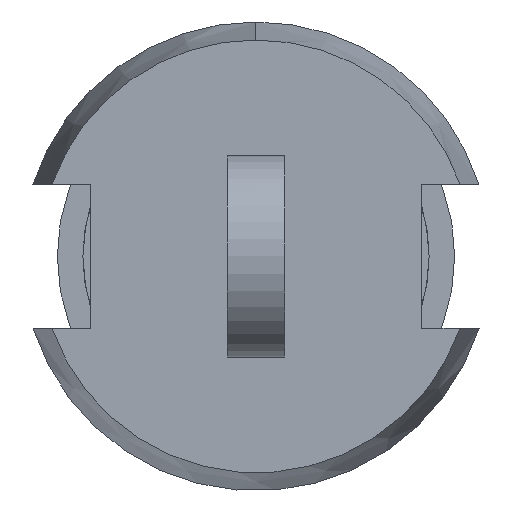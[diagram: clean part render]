
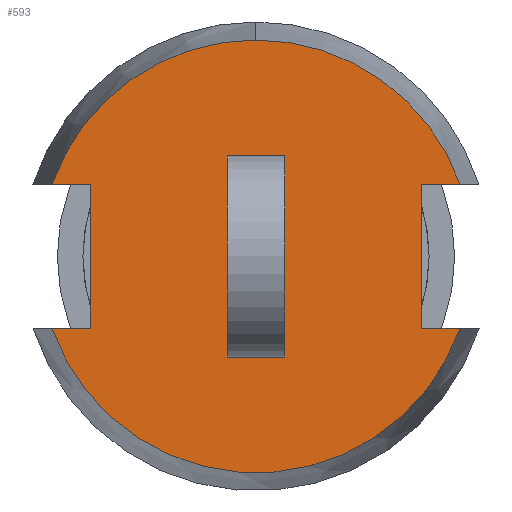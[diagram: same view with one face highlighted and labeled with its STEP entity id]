
A CAD part, front view. The second image highlights one B-rep face of the part: STEP entity #593.
In plain terms, the highlighted face is planar.
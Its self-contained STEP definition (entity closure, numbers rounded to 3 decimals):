
#48 = ORIENTED_EDGE ( 'NONE', *, *, #597, .F. ) ;
#69 = ORIENTED_EDGE ( 'NONE', *, *, #3632, .F. ) ;
#93 = LINE ( 'NONE', #4170, #1393 ) ;
#142 = CARTESIAN_POINT ( 'NONE',  ( 3.5, 11.046, -3.8 ) ) ;
#153 = EDGE_CURVE ( 'NONE', #991, #3124, #2939, .T. ) ;
#317 = EDGE_CURVE ( 'NONE', #2303, #3378, #3174, .T. ) ;
#363 = VERTEX_POINT ( 'NONE', #2951 ) ;
#364 = ORIENTED_EDGE ( 'NONE', *, *, #367, .F. ) ;
#367 = EDGE_CURVE ( 'NONE', #3124, #1446, #2992, .T. ) ;
#396 = VERTEX_POINT ( 'NONE', #2650 ) ;
#451 = VECTOR ( 'NONE', #1695, 1000. ) ;
#576 = ORIENTED_EDGE ( 'NONE', *, *, #3305, .F. ) ;
#593 = ADVANCED_FACE ( 'NONE', ( #3021, #2662 ), #3401, .F. ) ;
#597 = EDGE_CURVE ( 'NONE', #3684, #2303, #2875, .T. ) ;
#616 = EDGE_CURVE ( 'NONE', #1468, #3378, #2828, .T. ) ;
#647 = CARTESIAN_POINT ( 'NONE',  ( 3.5, 7.817, -4.2 ) ) ;
#651 = VECTOR ( 'NONE', #1129, 1000. ) ;
#679 = CARTESIAN_POINT ( 'NONE',  ( 3.5, 11.046, -1.8 ) ) ;
#687 = EDGE_LOOP ( 'NONE', ( #576, #4027, #713, #1957 ) ) ;
#688 = VERTEX_POINT ( 'NONE', #2185 ) ;
#713 = ORIENTED_EDGE ( 'NONE', *, *, #1915, .T. ) ;
#752 = DIRECTION ( 'NONE',  ( 0., 0., -1. ) ) ;
#830 = CARTESIAN_POINT ( 'NONE',  ( 3.5, 8.617, -4.2 ) ) ;
#881 = EDGE_CURVE ( 'NONE', #363, #688, #3242, .T. ) ;
#961 = VECTOR ( 'NONE', #2807, 1000. ) ;
#991 = VERTEX_POINT ( 'NONE', #1747 ) ;
#1010 = CARTESIAN_POINT ( 'NONE',  ( 3.5, 8.217, -2.8 ) ) ;
#1092 = ORIENTED_EDGE ( 'NONE', *, *, #1413, .F. ) ;
#1118 = EDGE_CURVE ( 'NONE', #1151, #3149, #3788, .T. ) ;
#1129 = DIRECTION ( 'NONE',  ( 0., 0., 1. ) ) ;
#1151 = VERTEX_POINT ( 'NONE', #830 ) ;
#1213 = EDGE_LOOP ( 'NONE', ( #1092, #1582, #69, #364, #2347, #1353, #1517, #3298, #48 ) ) ;
#1353 = ORIENTED_EDGE ( 'NONE', *, *, #2686, .F. ) ;
#1393 = VECTOR ( 'NONE', #3993, 1000. ) ;
#1413 = EDGE_CURVE ( 'NONE', #688, #3684, #93, .T. ) ;
#1446 = VERTEX_POINT ( 'NONE', #2978 ) ;
#1447 = DIRECTION ( 'NONE',  ( 1., 0., 0. ) ) ;
#1468 = VERTEX_POINT ( 'NONE', #2339 ) ;
#1479 = CARTESIAN_POINT ( 'NONE',  ( 3.5, 8.217, -2.8 ) ) ;
#1482 = CARTESIAN_POINT ( 'NONE',  ( 3.5, 10.517, -2.8 ) ) ;
#1517 = ORIENTED_EDGE ( 'NONE', *, *, #616, .T. ) ;
#1534 = VECTOR ( 'NONE', #1884, 1000. ) ;
#1552 = LINE ( 'NONE', #1482, #651 ) ;
#1582 = ORIENTED_EDGE ( 'NONE', *, *, #881, .F. ) ;
#1637 = AXIS2_PLACEMENT_3D ( 'NONE', #1479, #3611, #2326 ) ;
#1695 = DIRECTION ( 'NONE',  ( 0., 1., 0. ) ) ;
#1730 = LINE ( 'NONE', #2103, #451 ) ;
#1747 = CARTESIAN_POINT ( 'NONE',  ( 3.5, 10.517, -1.8 ) ) ;
#1759 = CARTESIAN_POINT ( 'NONE',  ( 3.5, 7.817, -1.4 ) ) ;
#1775 = LINE ( 'NONE', #3726, #961 ) ;
#1884 = DIRECTION ( 'NONE',  ( 0., 1., 0. ) ) ;
#1915 = EDGE_CURVE ( 'NONE', #396, #1151, #1730, .T. ) ;
#1957 = ORIENTED_EDGE ( 'NONE', *, *, #1118, .T. ) ;
#2001 = LINE ( 'NONE', #647, #2164 ) ;
#2095 = DIRECTION ( 'NONE',  ( 0., 1., 0. ) ) ;
#2103 = CARTESIAN_POINT ( 'NONE',  ( 3.5, 7.817, -4.2 ) ) ;
#2164 = VECTOR ( 'NONE', #2700, 1000. ) ;
#2185 = CARTESIAN_POINT ( 'NONE',  ( 3.5, 5.917, -3.8 ) ) ;
#2301 = DIRECTION ( 'NONE',  ( 0., 0., -1. ) ) ;
#2303 = VERTEX_POINT ( 'NONE', #3258 ) ;
#2326 = DIRECTION ( 'NONE',  ( 0., 0., -1. ) ) ;
#2339 = CARTESIAN_POINT ( 'NONE',  ( 3.5, 10.517, -3.8 ) ) ;
#2347 = ORIENTED_EDGE ( 'NONE', *, *, #153, .F. ) ;
#2403 = VERTEX_POINT ( 'NONE', #1759 ) ;
#2469 = CARTESIAN_POINT ( 'NONE',  ( 3.5, 8.217, -1.8 ) ) ;
#2650 = CARTESIAN_POINT ( 'NONE',  ( 3.5, 7.817, -4.2 ) ) ;
#2662 = FACE_OUTER_BOUND ( 'NONE', #1213, .T. ) ;
#2686 = EDGE_CURVE ( 'NONE', #1468, #991, #1552, .T. ) ;
#2700 = DIRECTION ( 'NONE',  ( 0., 0., 1. ) ) ;
#2746 = CARTESIAN_POINT ( 'NONE',  ( 3.5, 8.617, -1.4 ) ) ;
#2807 = DIRECTION ( 'NONE',  ( 0., 1., 0. ) ) ;
#2828 = LINE ( 'NONE', #3081, #2918 ) ;
#2875 = CIRCLE ( 'NONE', #3097, 3. ) ;
#2913 = CARTESIAN_POINT ( 'NONE',  ( 3.5, 5.917, -2.8 ) ) ;
#2918 = VECTOR ( 'NONE', #3041, 1000. ) ;
#2939 = LINE ( 'NONE', #2469, #1534 ) ;
#2951 = CARTESIAN_POINT ( 'NONE',  ( 3.5, 5.917, -1.8 ) ) ;
#2970 = AXIS2_PLACEMENT_3D ( 'NONE', #1010, #1447, #2301 ) ;
#2978 = CARTESIAN_POINT ( 'NONE',  ( 3.5, 5.389, -1.8 ) ) ;
#2992 = CIRCLE ( 'NONE', #2970, 3. ) ;
#3021 = FACE_BOUND ( 'NONE', #687, .T. ) ;
#3041 = DIRECTION ( 'NONE',  ( 0., 1., 0. ) ) ;
#3058 = CARTESIAN_POINT ( 'NONE',  ( 3.5, 5.389, -3.8 ) ) ;
#3071 = EDGE_CURVE ( 'NONE', #396, #2403, #2001, .T. ) ;
#3074 = CARTESIAN_POINT ( 'NONE',  ( 3.5, 8.617, -4.2 ) ) ;
#3081 = CARTESIAN_POINT ( 'NONE',  ( 3.5, 12.441, -3.8 ) ) ;
#3097 = AXIS2_PLACEMENT_3D ( 'NONE', #3195, #3120, #3106 ) ;
#3106 = DIRECTION ( 'NONE',  ( 0., 0., -1. ) ) ;
#3120 = DIRECTION ( 'NONE',  ( 1., 0., 0. ) ) ;
#3124 = VERTEX_POINT ( 'NONE', #679 ) ;
#3149 = VERTEX_POINT ( 'NONE', #2746 ) ;
#3174 = CIRCLE ( 'NONE', #1637, 3. ) ;
#3195 = CARTESIAN_POINT ( 'NONE',  ( 3.5, 8.217, -2.8 ) ) ;
#3207 = VECTOR ( 'NONE', #752, 1000. ) ;
#3225 = DIRECTION ( 'NONE',  ( 0., 0., 1. ) ) ;
#3242 = LINE ( 'NONE', #2913, #3207 ) ;
#3258 = CARTESIAN_POINT ( 'NONE',  ( 3.5, 8.217, -5.8 ) ) ;
#3292 = AXIS2_PLACEMENT_3D ( 'NONE', #3662, #3386, #3376 ) ;
#3298 = ORIENTED_EDGE ( 'NONE', *, *, #317, .F. ) ;
#3305 = EDGE_CURVE ( 'NONE', #2403, #3149, #1775, .T. ) ;
#3376 = DIRECTION ( 'NONE',  ( 0., 0., -1. ) ) ;
#3378 = VERTEX_POINT ( 'NONE', #142 ) ;
#3386 = DIRECTION ( 'NONE',  ( 1., 0., 0. ) ) ;
#3401 = PLANE ( 'NONE',  #3292 ) ;
#3611 = DIRECTION ( 'NONE',  ( 1., 0., 0. ) ) ;
#3632 = EDGE_CURVE ( 'NONE', #1446, #363, #3713, .T. ) ;
#3662 = CARTESIAN_POINT ( 'NONE',  ( 3.5, 8.217, -2.8 ) ) ;
#3677 = VECTOR ( 'NONE', #2095, 1000. ) ;
#3684 = VERTEX_POINT ( 'NONE', #3058 ) ;
#3713 = LINE ( 'NONE', #3960, #3677 ) ;
#3726 = CARTESIAN_POINT ( 'NONE',  ( 3.5, 7.817, -1.4 ) ) ;
#3788 = LINE ( 'NONE', #3074, #3831 ) ;
#3831 = VECTOR ( 'NONE', #3225, 1000. ) ;
#3960 = CARTESIAN_POINT ( 'NONE',  ( 3.5, 8.217, -1.8 ) ) ;
#3993 = DIRECTION ( 'NONE',  ( 0., -1., 0. ) ) ;
#4027 = ORIENTED_EDGE ( 'NONE', *, *, #3071, .F. ) ;
#4170 = CARTESIAN_POINT ( 'NONE',  ( 3.5, 8.217, -3.8 ) ) ;
